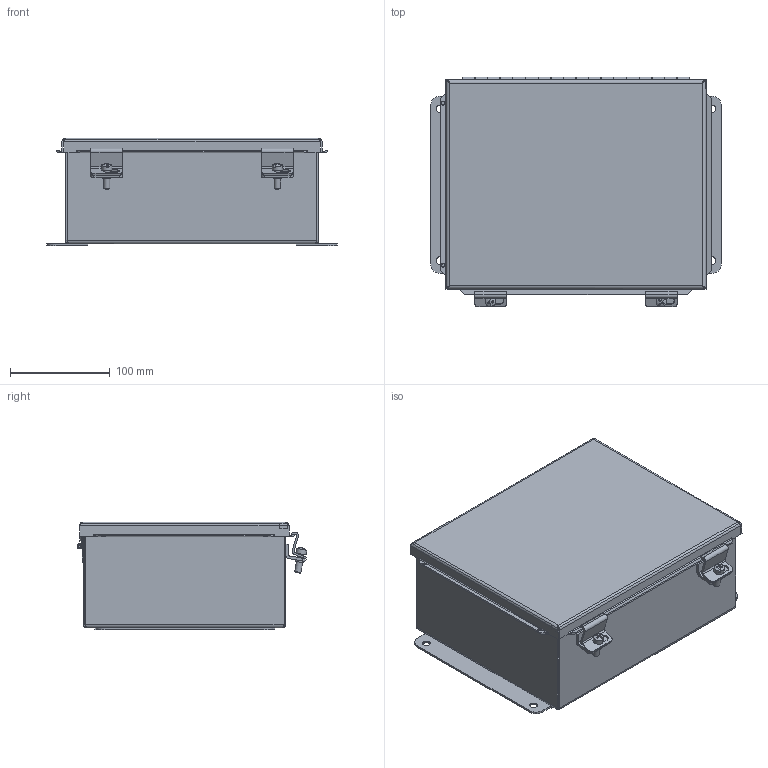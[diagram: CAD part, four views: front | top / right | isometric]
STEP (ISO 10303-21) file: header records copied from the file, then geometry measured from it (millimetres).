
FILE_DESCRIPTION(/* description */ ('NEMA4,JIC,CS,CH,10X8X4'),/* implementation_level */ '2;1');
FILE_NAME(/* name */ 'BN4100804CH.stp',/* time_stamp */ '2021-10-23T16:14:57-05:00',/* author */ ('samuelbadillo'),/* organization */ (''),/* preprocessor_version */ 'ST-DEVELOPER v18',/* originating_system */ 'Autodesk Inventor 2020',/* authorisation */ '');
FILE_SCHEMA (('AUTOMOTIVE_DESIGN { 1 0 10303 214 3 1 1 }'));
Length unit declared in the file: inch
Products named in the file (14): BN4100804CH; B_1008CH_LID; 316164; 38811; 3499; 3483; 328122; 328122LH; 328122P; 328122TH; C1001; C2002; 372134; B_100804_BKP
Assembly tree (21 placements, depth 3):
  BN4100804CH
    B_1008CH_LID
    316164  x2
    38811
    3499  x4
    C1001  x2
    C2002  x2
    3483  x2
    328122
      328122LH
      328122P
      328122TH
    372134  x2
    B_100804_BKP
Bounding box: 292.1 x 230.77 x 108.18 mm (x, y, z)
Volume: 445314.5 mm3; surface area: 543257.5 mm2
Topology: 20 solids, 20 shells, 493 faces, 1233 edges, 789 vertices
Faces by surface type: plane 315, cylinder 123, bspline 46, sphere 4, cone 3, torus 2
Full cylindrical faces by diameter (mm): 2.54 x1, 2.957 x18, 3.556 x2, 3.962 x4, 4.826 x1, 4.978 x2, 6.35 x3, 7.62 x4, 7.874 x4, 8.738 x2, 10.402 x2, 15.875 x4
Entity records: 13075 total; most frequent: CARTESIAN_POINT 3049, ORIENTED_EDGE 1918, DIRECTION 1840, EDGE_CURVE 959, LINE 706, VECTOR 706, VERTEX_POINT 603, AXIS2_PLACEMENT_3D 567
